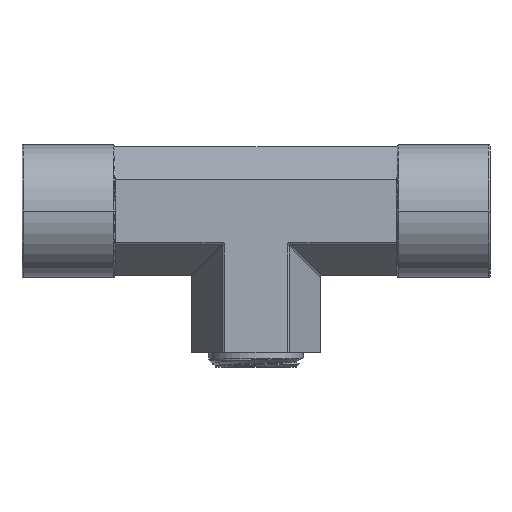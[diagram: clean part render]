
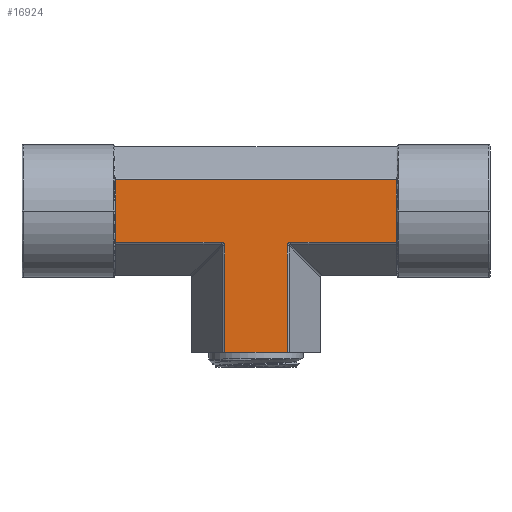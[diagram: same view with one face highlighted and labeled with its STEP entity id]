
A CAD part, top view. The second image highlights one B-rep face of the part: STEP entity #16924.
In plain terms, the highlighted planar face has unit normal (0, 0, 1).
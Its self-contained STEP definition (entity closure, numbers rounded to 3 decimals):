
#359=DIRECTION('',(-1.,0.,0.));
#360=VECTOR('',#359,14.087);
#361=CARTESIAN_POINT('',(7.044,-32.,12.7));
#362=LINE('',#361,#360);
#1367=DIRECTION('',(0.,-1.,0.));
#1368=VECTOR('',#1367,14.087);
#1369=CARTESIAN_POINT('',(31.8,7.044,12.7));
#1370=LINE('',#1369,#1368);
#1374=DIRECTION('',(-1.,0.,0.));
#1375=VECTOR('',#1374,23.89);
#1376=CARTESIAN_POINT('',(31.8,-7.044,12.7));
#1377=LINE('',#1376,#1375);
#1381=CARTESIAN_POINT('',(7.044,-7.91,12.7));
#1382=CARTESIAN_POINT('',(7.044,-7.877,12.7));
#1383=CARTESIAN_POINT('',(7.047,-7.814,12.7));
#1384=CARTESIAN_POINT('',(7.059,-7.724,12.7));
#1385=CARTESIAN_POINT('',(7.079,-7.638,12.7));
#1386=CARTESIAN_POINT('',(7.106,-7.56,12.7));
#1387=CARTESIAN_POINT('',(7.138,-7.487,12.7));
#1388=CARTESIAN_POINT('',(7.175,-7.422,12.7));
#1389=CARTESIAN_POINT('',(7.216,-7.363,12.7));
#1390=CARTESIAN_POINT('',(7.261,-7.31,12.7));
#1391=CARTESIAN_POINT('',(7.31,-7.261,12.7));
#1392=CARTESIAN_POINT('',(7.364,-7.216,12.7));
#1393=CARTESIAN_POINT('',(7.423,-7.175,12.7));
#1394=CARTESIAN_POINT('',(7.488,-7.138,12.7));
#1395=CARTESIAN_POINT('',(7.56,-7.106,12.7));
#1396=CARTESIAN_POINT('',(7.639,-7.079,12.7));
#1397=CARTESIAN_POINT('',(7.724,-7.059,12.7));
#1398=CARTESIAN_POINT('',(7.815,-7.047,12.7));
#1399=CARTESIAN_POINT('',(7.877,-7.044,12.7));
#1400=CARTESIAN_POINT('',(7.91,-7.044,12.7));
#1405=DIRECTION('',(0.,1.,0.));
#1406=VECTOR('',#1405,24.09);
#1407=CARTESIAN_POINT('',(7.044,-32.,12.7));
#1408=LINE('',#1407,#1406);
#1412=DIRECTION('',(0.,1.,0.));
#1413=VECTOR('',#1412,24.09);
#1414=CARTESIAN_POINT('',(-7.044,-32.,12.7));
#1415=LINE('',#1414,#1413);
#1419=CARTESIAN_POINT('',(-7.91,-7.044,
12.7));
#1420=CARTESIAN_POINT('',(-7.877,-7.044,
12.7));
#1421=CARTESIAN_POINT('',(-7.814,-7.047,
12.7));
#1422=CARTESIAN_POINT('',(-7.724,-7.059,
12.7));
#1423=CARTESIAN_POINT('',(-7.638,-7.079,
12.7));
#1424=CARTESIAN_POINT('',(-7.56,-7.106,
12.7));
#1425=CARTESIAN_POINT('',(-7.487,-7.138,
12.7));
#1426=CARTESIAN_POINT('',(-7.422,-7.175,
12.7));
#1427=CARTESIAN_POINT('',(-7.363,-7.216,
12.7));
#1428=CARTESIAN_POINT('',(-7.31,-7.261,12.7));
#1429=CARTESIAN_POINT('',(-7.261,-7.31,
12.7));
#1430=CARTESIAN_POINT('',(-7.216,-7.364,
12.7));
#1431=CARTESIAN_POINT('',(-7.175,-7.423,
12.7));
#1432=CARTESIAN_POINT('',(-7.138,-7.488,
12.7));
#1433=CARTESIAN_POINT('',(-7.106,-7.56,
12.7));
#1434=CARTESIAN_POINT('',(-7.079,-7.639,
12.7));
#1435=CARTESIAN_POINT('',(-7.059,-7.724,
12.7));
#1436=CARTESIAN_POINT('',(-7.047,-7.815,
12.7));
#1437=CARTESIAN_POINT('',(-7.044,-7.877,
12.7));
#1438=CARTESIAN_POINT('',(-7.044,-7.91,
12.7));
#1443=DIRECTION('',(1.,0.,0.));
#1444=VECTOR('',#1443,23.89);
#1445=CARTESIAN_POINT('',(-31.8,-7.044,12.7));
#1446=LINE('',#1445,#1444);
#1450=DIRECTION('',(0.,1.,0.));
#1451=VECTOR('',#1450,14.087);
#1452=CARTESIAN_POINT('',(-31.8,-7.044,12.7));
#1453=LINE('',#1452,#1451);
#1457=DIRECTION('',(1.,0.,0.));
#1458=VECTOR('',#1457,63.6);
#1459=CARTESIAN_POINT('',(-31.8,7.044,12.7));
#1460=LINE('',#1459,#1458);
#15308=CARTESIAN_POINT('',(7.044,-32.,12.7));
#15310=VERTEX_POINT('',#15308);
#15311=CARTESIAN_POINT('',(7.044,-7.91,
12.7));
#15312=VERTEX_POINT('',#15311);
#15313=VERTEX_POINT('',#1400);
#15314=CARTESIAN_POINT('',(-7.044,-32.,12.7));
#15316=VERTEX_POINT('',#15314);
#15320=CARTESIAN_POINT('',(-7.044,-7.91,
12.7));
#15321=VERTEX_POINT('',#15320);
#15363=CARTESIAN_POINT('',(31.8,7.044,12.7));
#15364=CARTESIAN_POINT('',(31.8,-7.044,12.7));
#15365=VERTEX_POINT('',#15363);
#15366=VERTEX_POINT('',#15364);
#15427=CARTESIAN_POINT('',(-31.8,-7.044,12.7));
#15428=CARTESIAN_POINT('',(-31.8,7.044,12.7));
#15429=VERTEX_POINT('',#15427);
#15430=VERTEX_POINT('',#15428);
#15490=VERTEX_POINT('',#1419);
#16900=CARTESIAN_POINT('',(0.,7.332,12.7));
#16901=DIRECTION('',(0.,0.,1.));
#16902=DIRECTION('',(0.,-1.,0.));
#16903=AXIS2_PLACEMENT_3D('',#16900,#16901,#16902);
#16904=PLANE('',#16903);
#16906=ORIENTED_EDGE('',*,*,#16905,.T.);
#16908=ORIENTED_EDGE('',*,*,#16907,.T.);
#16910=ORIENTED_EDGE('',*,*,#16909,.F.);
#16911=ORIENTED_EDGE('',*,*,#16892,.F.);
#16912=ORIENTED_EDGE('',*,*,#15773,.T.);
#16914=ORIENTED_EDGE('',*,*,#16913,.T.);
#16916=ORIENTED_EDGE('',*,*,#16915,.F.);
#16918=ORIENTED_EDGE('',*,*,#16917,.F.);
#16920=ORIENTED_EDGE('',*,*,#16919,.T.);
#16921=ORIENTED_EDGE('',*,*,#16349,.T.);
#16922=EDGE_LOOP('',(#16906,#16908,#16910,#16911,#16912,#16914,#16916,#16918,
#16920,#16921));
#16923=FACE_OUTER_BOUND('',#16922,.F.);
#1401=B_SPLINE_CURVE_WITH_KNOTS('',3,(#1381,#1382,#1383,#1384,#1385,#1386,#1387,
#1388,#1389,#1390,#1391,#1392,#1393,#1394,#1395,#1396,#1397,#1398,#1399,#1400),
.UNSPECIFIED.,.F.,.F.,(4,1,1,1,1,1,1,1,1,1,1,1,1,1,1,1,1,4),(0.,
0.059,0.118,0.176,0.235,
0.294,0.353,0.412,0.471,
0.529,0.588,0.647,0.706,
0.765,0.824,0.882,0.941,1.),
.UNSPECIFIED.);
#1439=B_SPLINE_CURVE_WITH_KNOTS('',3,(#1419,#1420,#1421,#1422,#1423,#1424,#1425,
#1426,#1427,#1428,#1429,#1430,#1431,#1432,#1433,#1434,#1435,#1436,#1437,#1438),
.UNSPECIFIED.,.F.,.F.,(4,1,1,1,1,1,1,1,1,1,1,1,1,1,1,1,1,4),(0.,
0.059,0.118,0.176,0.235,
0.294,0.353,0.412,0.471,
0.529,0.588,0.647,0.706,
0.765,0.824,0.882,0.941,1.),
.UNSPECIFIED.);
#15773=EDGE_CURVE('',#15310,#15316,#362,.T.);
#16349=EDGE_CURVE('',#15430,#15365,#1460,.T.);
#16892=EDGE_CURVE('',#15310,#15312,#1408,.T.);
#16905=EDGE_CURVE('',#15365,#15366,#1370,.T.);
#16907=EDGE_CURVE('',#15366,#15313,#1377,.T.);
#16909=EDGE_CURVE('',#15312,#15313,#1401,.T.);
#16913=EDGE_CURVE('',#15316,#15321,#1415,.T.);
#16915=EDGE_CURVE('',#15490,#15321,#1439,.T.);
#16917=EDGE_CURVE('',#15429,#15490,#1446,.T.);
#16919=EDGE_CURVE('',#15429,#15430,#1453,.T.);
#16924=ADVANCED_FACE('',(#16923),#16904,.T.);
